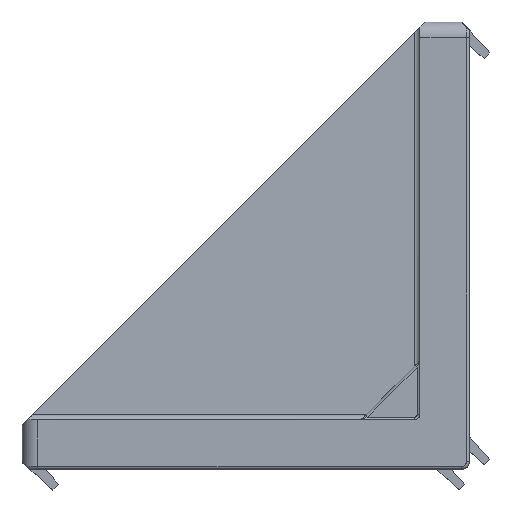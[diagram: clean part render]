
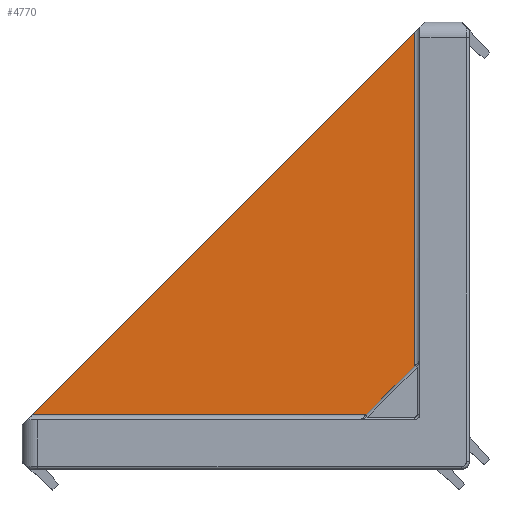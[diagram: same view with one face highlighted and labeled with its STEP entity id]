
A CAD part, top view. The second image highlights one B-rep face of the part: STEP entity #4770.
In plain terms, the highlighted planar face has unit normal (-0.012, 0.012, 1).
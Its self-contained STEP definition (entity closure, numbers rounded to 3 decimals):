
#313 = VECTOR ( 'NONE', #1843, 1000. ) ;
#615 = CARTESIAN_POINT ( 'NONE',  ( -10.488, 85., -15.512 ) ) ;
#1430 = DIRECTION ( 'NONE',  ( 0., 1., -0.012 ) ) ;
#1628 = CARTESIAN_POINT ( 'NONE',  ( -86., 8.5, -15.5 ) ) ;
#1843 = DIRECTION ( 'NONE',  ( 1., 0., 0.012 ) ) ;
#1900 = CARTESIAN_POINT ( 'NONE',  ( -84.012, 10.488, -15.5 ) ) ;
#2035 = FACE_OUTER_BOUND ( 'NONE', #2245, .T. ) ;
#2182 = EDGE_CURVE ( 'NONE', #5288, #8679, #6823, .T. ) ;
#2245 = EDGE_LOOP ( 'NONE', ( #5287, #4364, #4910 ) ) ;
#3273 = DIRECTION ( 'NONE',  ( -0.012, 0.012, 1. ) ) ;
#3303 = DIRECTION ( 'NONE',  ( 1., 0., 0.012 ) ) ;
#3857 = LINE ( 'NONE', #615, #7926 ) ;
#4364 = ORIENTED_EDGE ( 'NONE', *, *, #5083, .T. ) ;
#4370 = LINE ( 'NONE', #4787, #8427 ) ;
#4770 = ADVANCED_FACE ( 'NONE', ( #2035 ), #8188, .T. ) ;
#4787 = CARTESIAN_POINT ( 'NONE',  ( -86., 8.5, -15.5 ) ) ;
#4910 = ORIENTED_EDGE ( 'NONE', *, *, #5525, .F. ) ;
#5083 = EDGE_CURVE ( 'NONE', #8679, #7451, #3857, .T. ) ;
#5287 = ORIENTED_EDGE ( 'NONE', *, *, #2182, .T. ) ;
#5288 = VERTEX_POINT ( 'NONE', #1900 ) ;
#5302 = CARTESIAN_POINT ( 'NONE',  ( -10.488, 10.488, -14.593 ) ) ;
#5525 = EDGE_CURVE ( 'NONE', #5288, #7451, #4370, .T. ) ;
#5569 = DIRECTION ( 'NONE',  ( 0.707, 0.707, 0. ) ) ;
#6304 = AXIS2_PLACEMENT_3D ( 'NONE', #1628, #3273, #3303 ) ;
#6823 = LINE ( 'NONE', #10036, #313 ) ;
#7451 = VERTEX_POINT ( 'NONE', #10607 ) ;
#7926 = VECTOR ( 'NONE', #1430, 1000. ) ;
#8188 = PLANE ( 'NONE',  #6304 ) ;
#8427 = VECTOR ( 'NONE', #5569, 1000. ) ;
#8679 = VERTEX_POINT ( 'NONE', #5302 ) ;
#10036 = CARTESIAN_POINT ( 'NONE',  ( -10.5, 10.488, -14.593 ) ) ;
#10607 = CARTESIAN_POINT ( 'NONE',  ( -10.488, 84.012, -15.5 ) ) ;
